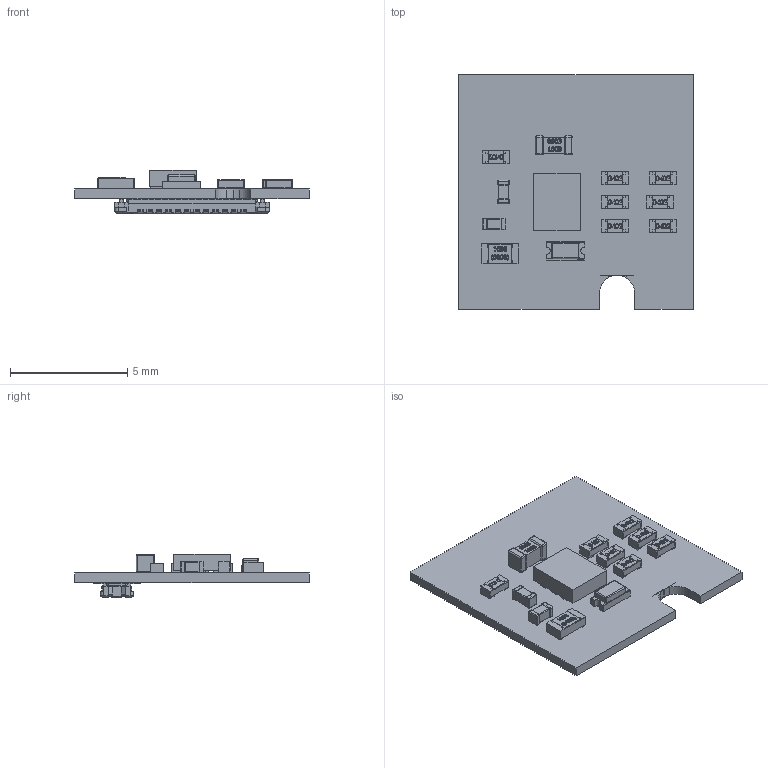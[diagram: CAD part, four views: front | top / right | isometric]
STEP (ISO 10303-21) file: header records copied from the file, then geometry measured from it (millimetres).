
FILE_DESCRIPTION(('Open CASCADE Model'),'2;1');
FILE_NAME('Open CASCADE Shape Model','2021-11-15T09:20:27',('Author'),( 'Open CASCADE'),'Open CASCADE STEP processor 6.8','Open CASCADE 6.8' ,'Unknown');
FILE_SCHEMA(('AUTOMOTIVE_DESIGN { 1 0 10303 214 1 1 1 1 }'));
Length unit declared in the file: millimetre
Products named in the file (29): PCB; Board; Open CASCADE STEP translator 6.8 1.1.1; Open CASCADE STEP translator 6.8 1.1.1.1; Open CASCADE STEP translator 6.8 1.1.1.2; Open CASCADE STEP translator 6.8 1.1.1.3; R8; RES1608; R7; RES_1005-0402; R6; D1; LED0603; C3; C0402; U1; 6178864432; Body; Pins; J1; axe624124; R5; R4; R3; R2; R1; C2; C1; 0603_1608
Assembly tree (35 placements, depth 4):
  PCB
    Board
      Open CASCADE STEP translator 6.8 1.1.1
        Open CASCADE STEP translator 6.8 1.1.1.1
        Open CASCADE STEP translator 6.8 1.1.1.2
        Open CASCADE STEP translator 6.8 1.1.1.3
    R8
      RES1608
    R7
      RES_1005-0402
    R6
      RES_1005-0402
    D1
      LED0603
    C3
      C0402
    U1
      6178864432
        Body
        Pins
    J1
      axe624124
    R5
      RES_1005-0402
    R4
      RES_1005-0402
    R3
      RES_1005-0402
    R2
      RES_1005-0402
    R1
      RES_1005-0402
    C2
      C0402
    C1
      0603_1608
Bounding box: 10 x 10 x 1.86 mm (x, y, z)
Volume: 50.7 mm3; surface area: 326.5 mm2
Topology: 44 solids, 44 shells, 1878 faces, 4809 edges, 3036 vertices
Faces by surface type: plane 1112, bspline 499, cylinder 219, sphere 40, cone 4, torus 4
Entity records: 46102 total; most frequent: CARTESIAN_POINT 12755, ORIENTED_EDGE 6462, DIRECTION 4966, EDGE_CURVE 3231, LINE 2132, VECTOR 2132, VERTEX_POINT 2054, AXIS2_PLACEMENT_3D 1417
